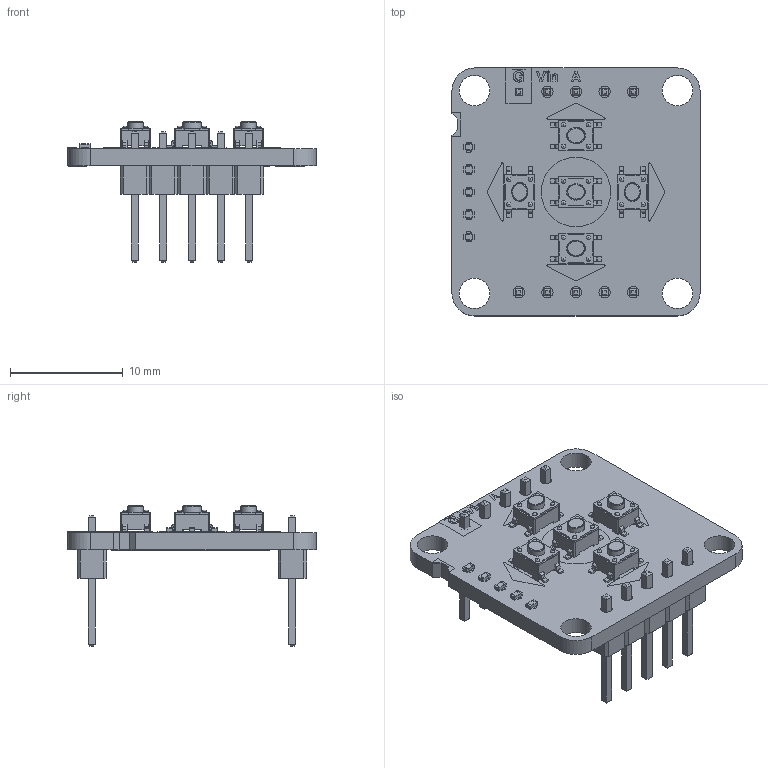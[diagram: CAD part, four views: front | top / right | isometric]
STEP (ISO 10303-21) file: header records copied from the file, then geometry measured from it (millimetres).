
FILE_DESCRIPTION(('KiCad electronic assembly'),'2;1');
FILE_NAME('STP_AX22_0016.step','2025-07-07T22:27:58',('Pcbnew'),('Kicad' ),'Open CASCADE STEP processor 7.8','KiCad to STEP converter', 'Unknown');
FILE_SCHEMA(('AUTOMOTIVE_DESIGN { 1 0 10303 214 1 1 1 1 }'));
Length unit declared in the file: millimetre
Products named in the file (6): STP_AX22_0016 1; SW_SPST_PTS647Sx38; R_0402_1005Metric; PinHeader_1x05_P2.54mm_Vertical; AX22_D-Pad_silkscreen; AX22_D-Pad_PCB
Assembly tree (14 placements, depth 2):
  STP_AX22_0016 1
    SW_SPST_PTS647Sx38  x5
    R_0402_1005Metric  x5
    PinHeader_1x05_P2.54mm_Vertical  x2
    AX22_D-Pad_silkscreen
    AX22_D-Pad_PCB
Bounding box: 22 x 22 x 12.42 mm (x, y, z)
Volume: 949.5 mm3; surface area: 2043.6 mm2
Topology: 63 solids, 108 shells, 1056 faces, 3274 edges, 2409 vertices
Faces by surface type: bspline 605, plane 393, cylinder 58
Full cylindrical faces by diameter (mm): 1 x10, 2.7 x4
Entity records: 18246 total; most frequent: CARTESIAN_POINT 4272, ORIENTED_EDGE 2272, DIRECTION 1903, EDGE_CURVE 1538, VERTEX_POINT 1277, LINE 1065, VECTOR 1065, AXIS2_PLACEMENT_3D 419
